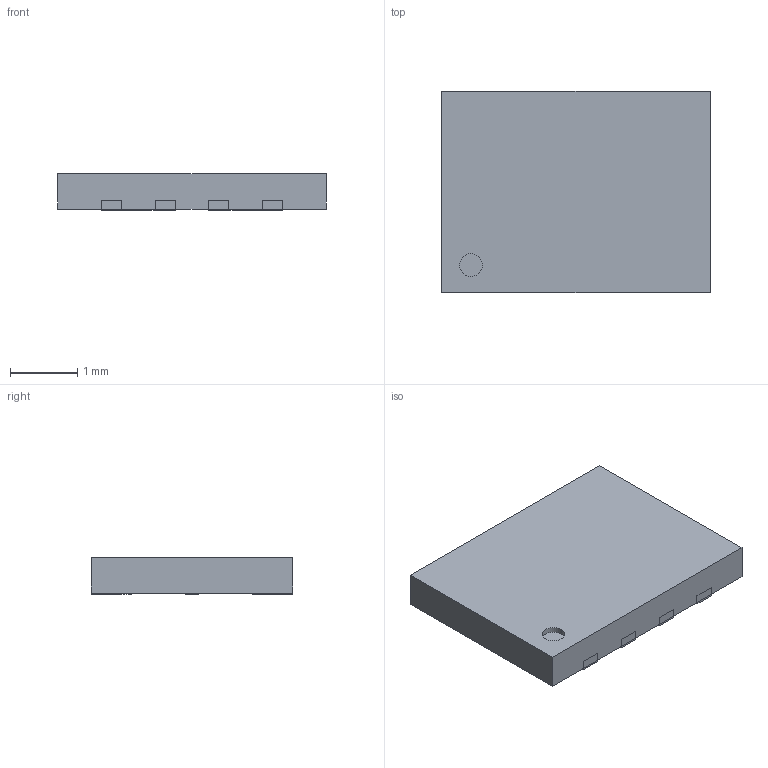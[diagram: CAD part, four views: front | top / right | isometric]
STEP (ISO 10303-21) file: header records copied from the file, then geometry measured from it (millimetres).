
FILE_DESCRIPTION (( 'STEP AP214' ), '1' );
FILE_NAME ('User Library-USON-8L.STEP', '2020-10-14T09:23:09', ( '' ), ( '' ), 'SwSTEP 2.0', 'SolidWorks 2020', '' );
FILE_SCHEMA (( 'AUTOMOTIVE_DESIGN' ));
Length unit declared in the file: millimetre
Products named in the file (12): 1; 7; 4; 10; 9; 11; 2; 3; 5; 6; 8; User Library-USON-8L
Assembly tree (11 placements, depth 2):
  User Library-USON-8L
    1
    2
    3
    4
    5
    6
    7
    8
    9
    10
    11
Bounding box: 4 x 3 x 0.55 mm (x, y, z)
Volume: 6.6 mm3; surface area: 37.3 mm2
Topology: 11 solids, 11 shells, 69 faces, 138 edges, 92 vertices
Faces by surface type: plane 60, cylinder 9
Entity records: 3035 total; most frequent: DIRECTION 322, CARTESIAN_POINT 313, ORIENTED_EDGE 276, EDGE_CURVE 138, LINE 120, VECTOR 120, UNCERTAINTY_MEASURE_WITH_UNIT 103, AXIS2_PLACEMENT_3D 101
